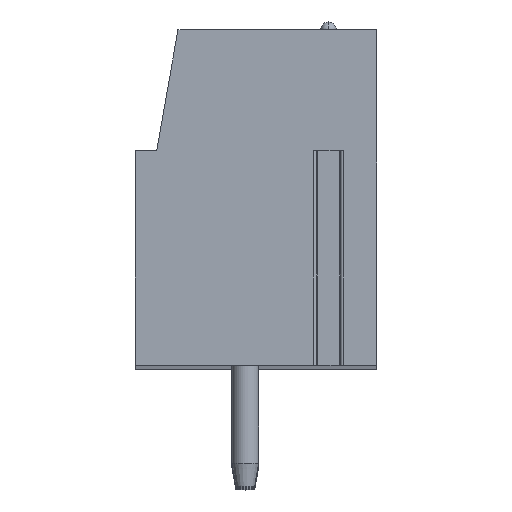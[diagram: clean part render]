
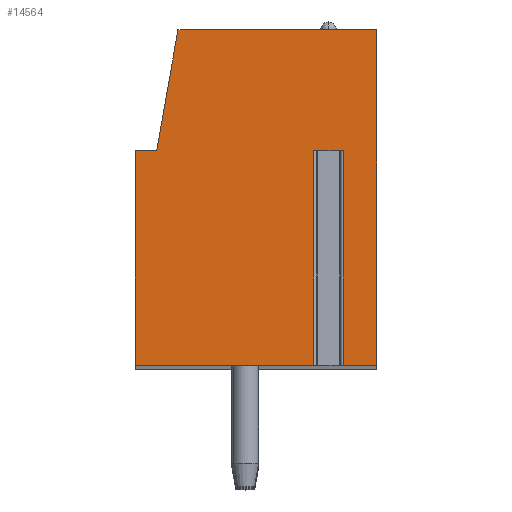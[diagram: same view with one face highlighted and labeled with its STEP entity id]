
A CAD part, top view. The second image highlights one B-rep face of the part: STEP entity #14564.
In plain terms, the highlighted planar face has unit normal (0, 0, 1).
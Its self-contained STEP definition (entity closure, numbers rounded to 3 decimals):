
#13=DIRECTION('',(-1.,0.,0.));
#14=VECTOR('',#13,1.112);
#15=CARTESIAN_POINT('',(3.256,1.75,83.82));
#16=LINE('',#15,#14);
#17=DIRECTION('',(0.,-1.,0.));
#18=VECTOR('',#17,8.);
#19=CARTESIAN_POINT('',(2.144,1.75,83.82));
#20=LINE('',#19,#18);
#21=DIRECTION('',(1.,0.,0.));
#22=VECTOR('',#21,6.644);
#23=CARTESIAN_POINT('',(-4.5,-6.25,83.82));
#24=LINE('',#23,#22);
#25=DIRECTION('',(0.,-1.,0.));
#26=VECTOR('',#25,8.);
#27=CARTESIAN_POINT('',(-4.5,1.75,83.82));
#28=LINE('',#27,#26);
#29=DIRECTION('',(-1.,0.,0.));
#30=VECTOR('',#29,0.8);
#31=CARTESIAN_POINT('',(-3.7,1.75,83.82));
#32=LINE('',#31,#30);
#33=DIRECTION('',(-0.174,-0.985,0.));
#34=VECTOR('',#33,4.569);
#35=CARTESIAN_POINT('',(-2.907,6.25,83.82));
#36=LINE('',#35,#34);
#37=DIRECTION('',(-1.,0.,0.));
#38=VECTOR('',#37,7.407);
#39=CARTESIAN_POINT('',(4.5,6.25,83.82));
#40=LINE('',#39,#38);
#41=DIRECTION('',(0.,1.,0.));
#42=VECTOR('',#41,12.5);
#43=CARTESIAN_POINT('',(4.5,-6.25,83.82));
#44=LINE('',#43,#42);
#45=DIRECTION('',(1.,0.,0.));
#46=VECTOR('',#45,1.244);
#47=CARTESIAN_POINT('',(3.256,-6.25,83.82));
#48=LINE('',#47,#46);
#49=DIRECTION('',(0.,-1.,0.));
#50=VECTOR('',#49,8.);
#51=CARTESIAN_POINT('',(3.256,1.75,83.82));
#52=LINE('',#51,#50);
#11467=CARTESIAN_POINT('',(-3.7,1.75,83.82));
#11468=CARTESIAN_POINT('',(-4.5,1.75,83.82));
#11469=VERTEX_POINT('',#11467);
#11470=VERTEX_POINT('',#11468);
#11471=CARTESIAN_POINT('',(-4.5,-6.25,83.82));
#11472=VERTEX_POINT('',#11471);
#11473=CARTESIAN_POINT('',(4.5,-6.25,83.82));
#11474=CARTESIAN_POINT('',(4.5,6.25,83.82));
#11475=VERTEX_POINT('',#11473);
#11476=VERTEX_POINT('',#11474);
#11477=CARTESIAN_POINT('',(-2.907,6.25,83.82));
#11478=VERTEX_POINT('',#11477);
#11527=CARTESIAN_POINT('',(3.256,1.75,83.82));
#11528=CARTESIAN_POINT('',(2.144,1.75,83.82));
#11529=VERTEX_POINT('',#11527);
#11530=VERTEX_POINT('',#11528);
#11531=CARTESIAN_POINT('',(2.144,-6.25,83.82));
#11532=VERTEX_POINT('',#11531);
#11533=CARTESIAN_POINT('',(3.256,-6.25,83.82));
#11534=VERTEX_POINT('',#11533);
#14537=CARTESIAN_POINT('',(0.,0.,83.82));
#14538=DIRECTION('',(0.,0.,1.));
#14539=DIRECTION('',(1.,0.,0.));
#14540=AXIS2_PLACEMENT_3D('',#14537,#14538,#14539);
#14541=PLANE('',#14540);
#14543=ORIENTED_EDGE('',*,*,#14542,.T.);
#14545=ORIENTED_EDGE('',*,*,#14544,.T.);
#14547=ORIENTED_EDGE('',*,*,#14546,.F.);
#14549=ORIENTED_EDGE('',*,*,#14548,.F.);
#14551=ORIENTED_EDGE('',*,*,#14550,.F.);
#14553=ORIENTED_EDGE('',*,*,#14552,.F.);
#14555=ORIENTED_EDGE('',*,*,#14554,.F.);
#14557=ORIENTED_EDGE('',*,*,#14556,.F.);
#14559=ORIENTED_EDGE('',*,*,#14558,.F.);
#14561=ORIENTED_EDGE('',*,*,#14560,.F.);
#14562=EDGE_LOOP('',(#14543,#14545,#14547,#14549,#14551,#14553,#14555,#14557,
#14559,#14561));
#14563=FACE_OUTER_BOUND('',#14562,.F.);
#14542=EDGE_CURVE('',#11529,#11530,#16,.T.);
#14544=EDGE_CURVE('',#11530,#11532,#20,.T.);
#14546=EDGE_CURVE('',#11472,#11532,#24,.T.);
#14548=EDGE_CURVE('',#11470,#11472,#28,.T.);
#14550=EDGE_CURVE('',#11469,#11470,#32,.T.);
#14552=EDGE_CURVE('',#11478,#11469,#36,.T.);
#14554=EDGE_CURVE('',#11476,#11478,#40,.T.);
#14556=EDGE_CURVE('',#11475,#11476,#44,.T.);
#14558=EDGE_CURVE('',#11534,#11475,#48,.T.);
#14560=EDGE_CURVE('',#11529,#11534,#52,.T.);
#14564=ADVANCED_FACE('',(#14563),#14541,.T.);
